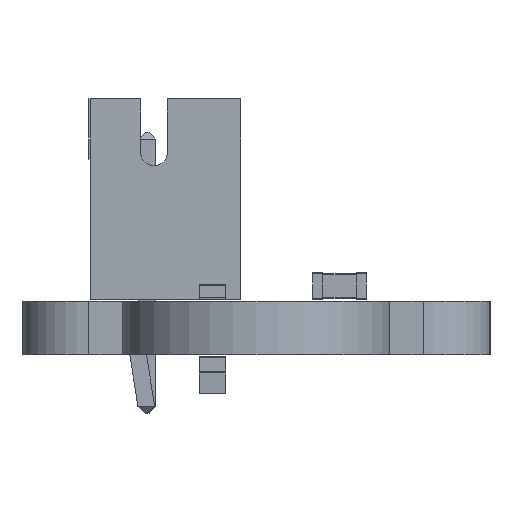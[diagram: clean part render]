
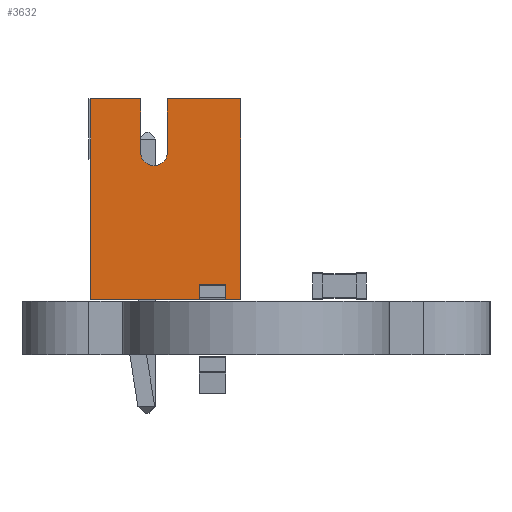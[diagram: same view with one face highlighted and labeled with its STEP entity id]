
A CAD part, left-side view. The second image highlights one B-rep face of the part: STEP entity #3632.
In plain terms, the highlighted planar face has unit normal (-1, 0, 0).
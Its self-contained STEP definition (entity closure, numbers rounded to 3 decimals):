
#1945 = VERTEX_POINT('',#1946);
#1946 = CARTESIAN_POINT('',(-1.95,-2.8,0.));
#1954 = EDGE_CURVE('',#1945,#1955,#1957,.T.);
#1955 = VERTEX_POINT('',#1956);
#1956 = CARTESIAN_POINT('',(-1.95,-2.8,6.));
#1957 = LINE('',#1958,#1959);
#1958 = CARTESIAN_POINT('',(-1.95,-2.8,0.));
#1959 = VECTOR('',#1960,1.);
#1960 = DIRECTION('',(0.,0.,1.));
#2363 = VERTEX_POINT('',#2364);
#2364 = CARTESIAN_POINT('',(-1.95,1.7,6.));
#2370 = EDGE_CURVE('',#2371,#2363,#2373,.T.);
#2371 = VERTEX_POINT('',#2372);
#2372 = CARTESIAN_POINT('',(-1.95,1.7,0.));
#2373 = LINE('',#2374,#2375);
#2374 = CARTESIAN_POINT('',(-1.95,1.7,0.));
#2375 = VECTOR('',#2376,1.);
#2376 = DIRECTION('',(0.,0.,1.));
#2807 = VERTEX_POINT('',#2808);
#2808 = CARTESIAN_POINT('',(-1.95,-0.6,6.));
#2814 = EDGE_CURVE('',#2807,#1955,#2815,.T.);
#2815 = LINE('',#2816,#2817);
#2816 = CARTESIAN_POINT('',(-1.95,1.7,6.));
#2817 = VECTOR('',#2818,1.);
#2818 = DIRECTION('',(0.,-1.,0.));
#2830 = EDGE_CURVE('',#2371,#1945,#2831,.T.);
#2831 = LINE('',#2832,#2833);
#2832 = CARTESIAN_POINT('',(-1.95,1.7,0.));
#2833 = VECTOR('',#2834,1.);
#2834 = DIRECTION('',(0.,-1.,0.));
#3632 = ADVANCED_FACE('',(#3633),#3670,.F.);
#3633 = FACE_BOUND('',#3634,.F.);
#3634 = EDGE_LOOP('',(#3635,#3636,#3637,#3645,#3653,#3662,#3668,#3669));
#3635 = ORIENTED_EDGE('',*,*,#2830,.F.);
#3636 = ORIENTED_EDGE('',*,*,#2370,.T.);
#3637 = ORIENTED_EDGE('',*,*,#3638,.T.);
#3638 = EDGE_CURVE('',#2363,#3639,#3641,.T.);
#3639 = VERTEX_POINT('',#3640);
#3640 = CARTESIAN_POINT('',(-1.95,0.2,6.));
#3641 = LINE('',#3642,#3643);
#3642 = CARTESIAN_POINT('',(-1.95,1.7,6.));
#3643 = VECTOR('',#3644,1.);
#3644 = DIRECTION('',(0.,-1.,0.));
#3645 = ORIENTED_EDGE('',*,*,#3646,.T.);
#3646 = EDGE_CURVE('',#3639,#3647,#3649,.T.);
#3647 = VERTEX_POINT('',#3648);
#3648 = CARTESIAN_POINT('',(-1.95,0.2,4.4));
#3649 = LINE('',#3650,#3651);
#3650 = CARTESIAN_POINT('',(-1.95,0.2,3.));
#3651 = VECTOR('',#3652,1.);
#3652 = DIRECTION('',(-0.,0.,-1.));
#3653 = ORIENTED_EDGE('',*,*,#3654,.F.);
#3654 = EDGE_CURVE('',#3655,#3647,#3657,.T.);
#3655 = VERTEX_POINT('',#3656);
#3656 = CARTESIAN_POINT('',(-1.95,-0.6,4.4));
#3657 = CIRCLE('',#3658,0.4);
#3658 = AXIS2_PLACEMENT_3D('',#3659,#3660,#3661);
#3659 = CARTESIAN_POINT('',(-1.95,-0.2,4.4));
#3660 = DIRECTION('',(1.,0.,0.));
#3661 = DIRECTION('',(0.,1.,0.));
#3662 = ORIENTED_EDGE('',*,*,#3663,.T.);
#3663 = EDGE_CURVE('',#3655,#2807,#3664,.T.);
#3664 = LINE('',#3665,#3666);
#3665 = CARTESIAN_POINT('',(-1.95,-0.6,2.2));
#3666 = VECTOR('',#3667,1.);
#3667 = DIRECTION('',(0.,0.,1.));
#3668 = ORIENTED_EDGE('',*,*,#2814,.T.);
#3669 = ORIENTED_EDGE('',*,*,#1954,.F.);
#3670 = PLANE('',#3671);
#3671 = AXIS2_PLACEMENT_3D('',#3672,#3673,#3674);
#3672 = CARTESIAN_POINT('',(-1.95,1.7,0.));
#3673 = DIRECTION('',(1.,0.,0.));
#3674 = DIRECTION('',(0.,-1.,0.));
